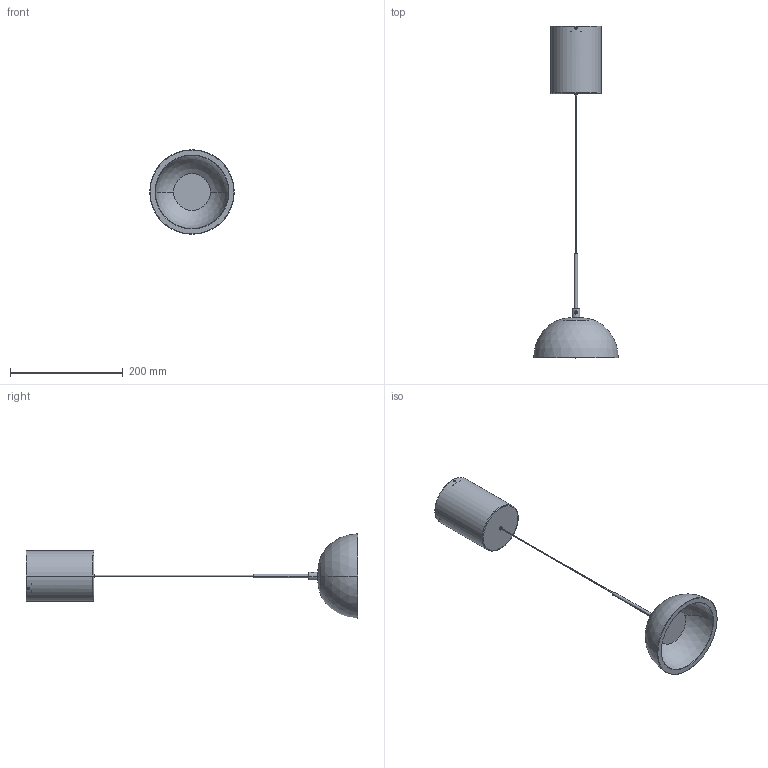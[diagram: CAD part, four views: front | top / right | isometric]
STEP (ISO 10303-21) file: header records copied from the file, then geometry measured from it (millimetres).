
FILE_DESCRIPTION((''),'2;1');
FILE_NAME('PL20255-29_ASM','2026-01-14T',('PWJ'),(''),'PRO/ENGINEER BY PARAMETRIC TECHNOLOGY CORPORATION, 2010280','PRO/ENGINEER BY PARAMETRIC TECHNOLOGY CORPORATION, 2010280','');
FILE_SCHEMA(('CONFIG_CONTROL_DESIGN'));
Length unit declared in the file: millimetre
Products named in the file (16): PL20255-29-01; PL20255-29-03; PL20255-29-1_ASM; PL20255-29-012; 8406-012; 8406-013; PL20255-29-08; PL20255-29-2_ASM; PL20255-29-013; PL20255-29-015; PL20255-29-05; PL20255-29-09; PL20255-29-04; PL20255-29-06; 8406-031; PL20255-29_ASM
Assembly tree (17 placements, depth 3):
  PL20255-29_ASM
    PL20255-29-1_ASM
      PL20255-29-01
      PL20255-29-03
    PL20255-29-012  x3
    PL20255-29-2_ASM
      8406-012
      8406-013
      PL20255-29-08
    PL20255-29-013
    PL20255-29-015
    PL20255-29-05
    PL20255-29-09
    PL20255-29-04
    PL20255-29-06
    8406-031
Bounding box: 149.91 x 588.8 x 149.91 mm (x, y, z)
Volume: 507843.1 mm3; surface area: 212642 mm2
Topology: 15 solids, 15 shells, 736 faces, 1846 edges, 1204 vertices
Faces by surface type: plane 332, cylinder 290, bspline 75, cone 25, torus 8, sphere 6
Entity records: 34069 total; most frequent: CARTESIAN_POINT 17993, ORIENTED_EDGE 3376, DIRECTION 3024, EDGE_CURVE 1688, VERTEX_POINT 1100, AXIS2_PLACEMENT_3D 1030, VECTOR 964, LINE 964
